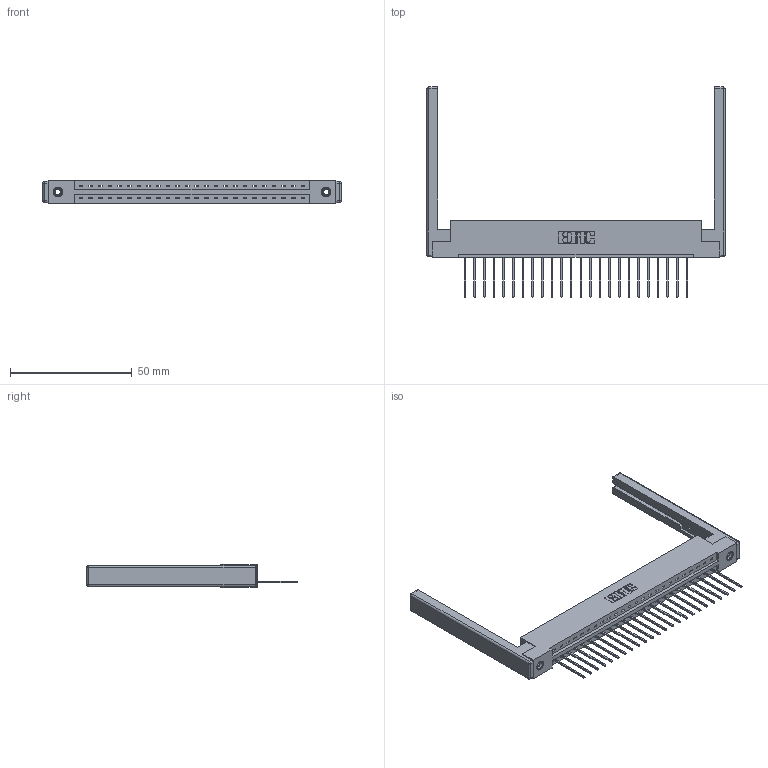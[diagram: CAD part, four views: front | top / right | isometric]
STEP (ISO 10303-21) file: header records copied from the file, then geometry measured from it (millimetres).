
FILE_DESCRIPTION (( 'STEP AP203' ), '1' );
FILE_NAME ('387-024-542-168.STEP', '2019-10-03T10:57:05', ( '' ), ( '' ), 'SwSTEP 2.0', 'SolidWorks 2016', '' );
FILE_SCHEMA (( 'CONFIG_CONTROL_DESIGN' ));
Length unit declared in the file: inch
Products named in the file (5): 307-220-068; 337 Part_Flush Mounting Lugs - 0.156 Dia-TI; 345-250-001_345-250-001-102; 345-292-001_345-293-142; 387-024-542-168
Assembly tree (29 placements, depth 2):
  387-024-542-168
    337 Part_Flush Mounting Lugs - 0.156 Dia-TI
    345-292-001_345-293-142  x24
    345-250-001_345-250-001-102  x2
    307-220-068  x2
Bounding box: 122.53 x 86.37 x 9.4 mm (x, y, z)
Volume: 16954.3 mm3; surface area: 17326.1 mm2
Topology: 29 solids, 29 shells, 1756 faces, 5213 edges, 3422 vertices
Faces by surface type: plane 1262, cylinder 470, cone 12, sphere 8, torus 4
Entity records: 22946 total; most frequent: CARTESIAN_POINT 3951, ORIENTED_EDGE 3900, DIRECTION 3436, EDGE_CURVE 1950, VECTOR 1772, LINE 1772, VERTEX_POINT 1290, AXIS2_PLACEMENT_3D 832
